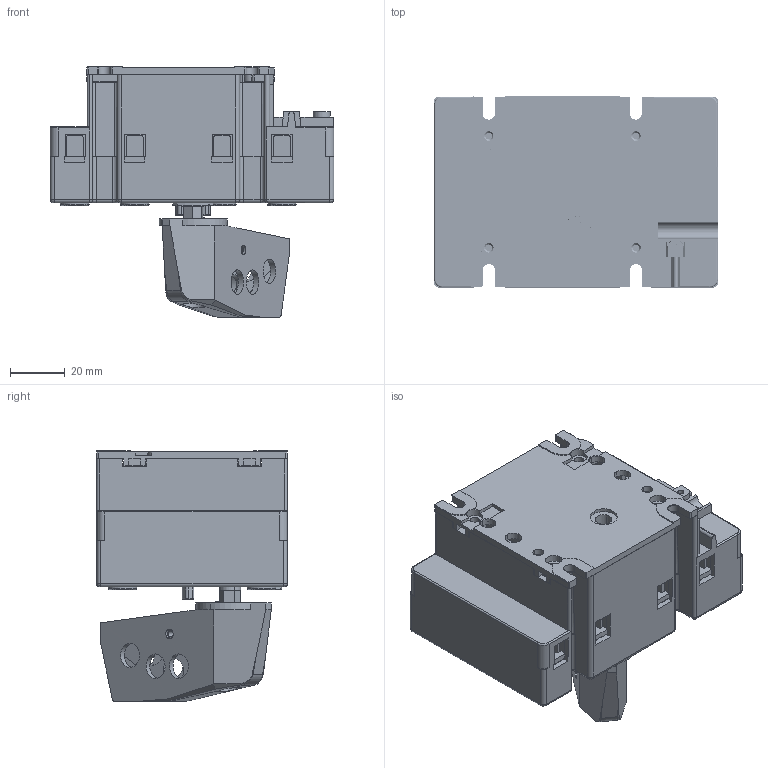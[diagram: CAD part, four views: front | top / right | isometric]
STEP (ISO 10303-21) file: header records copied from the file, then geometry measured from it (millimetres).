
FILE_DESCRIPTION (( 'STEP AP203' ), '1' );
FILE_NAME ('psds-63-4 Ðóáèëüíèê-âûêëþ÷àòåëü 63A 4P c ðóêîÿòêîé óïðàâëåíèÿ äëÿ ïðÿìîé óñòàíîâêè PowerSwitch EKF.STEP', '2026-04-09T07:58:39', ( '' ), ( '' ), 'SwSTEP 2.0', 'SolidWorks 2021', '' );
FILE_SCHEMA (( 'CONFIG_CONTROL_DESIGN' ));
Products named in the file (1): psds-63-4 Ðóáèëüíèê-âûêëþ÷àòåëü 63A 4P c ðóêîÿòêîé óïðàâëåíèÿ äëÿ ïðÿìîé óñòàíîâêè PowerSwitch EKF
Bounding box: 104 x 70 x 91.8 mm (x, y, z)
Volume: 126823.3 mm3; surface area: 117163.4 mm2
Topology: 31 solids, 31 shells, 2905 faces, 8146 edges, 5326 vertices
Faces by surface type: plane 1680, cylinder 947, bspline 112, torus 87, cone 75, sphere 4
Entity records: 160580 total; most frequent: CARTESIAN_POINT 86716, ORIENTED_EDGE 16292, DIRECTION 14185, EDGE_CURVE 8146, VECTOR 5353, LINE 5353, VERTEX_POINT 5326, AXIS2_PLACEMENT_3D 4416
